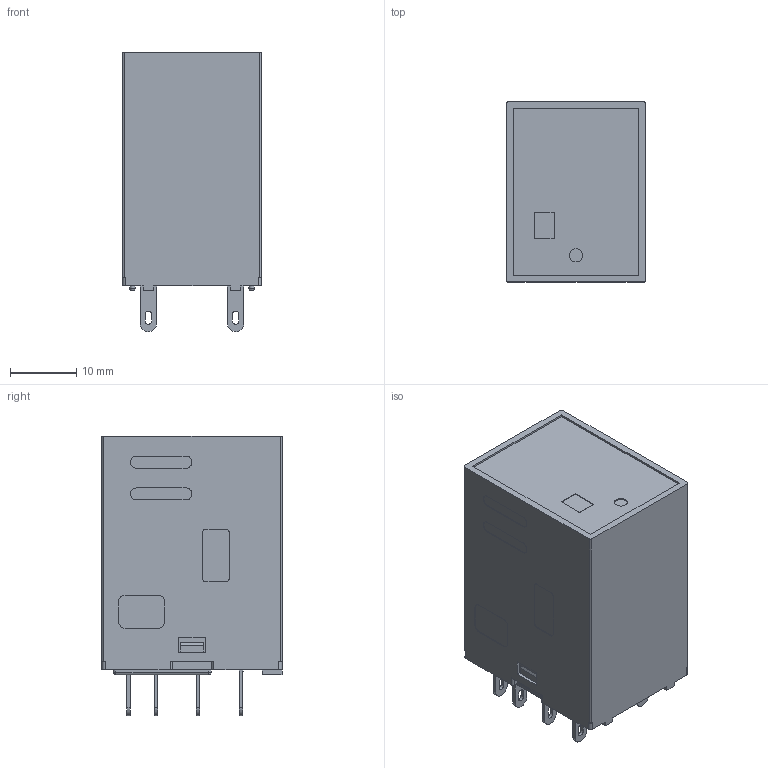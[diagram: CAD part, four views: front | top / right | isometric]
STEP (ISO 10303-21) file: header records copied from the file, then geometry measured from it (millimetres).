
FILE_DESCRIPTION (( 'STEP AP203' ), '1' );
FILE_NAME ('OGR-2-2C-AC220V. Ðåëå îáùåãî íàçíà÷åíèÿ OGR-2 2C 220Â AC ONI.STEP', '2025-07-28T11:11:32', ( '' ), ( '' ), 'SwSTEP 2.0', 'SolidWorks 2022', '' );
FILE_SCHEMA (( 'CONFIG_CONTROL_DESIGN' ));
Length unit declared in the file: millimetre
Products named in the file (1): OGR-2-2C-AC220V. Реле общего назначения OGR-2 2C 220В AC ONI
Bounding box: 21 x 27.2 x 42.2 mm (x, y, z)
Volume: 20046.4 mm3; surface area: 5045.5 mm2
Topology: 1 solids, 3 shells, 338 faces, 918 edges, 608 vertices
Faces by surface type: plane 254, cylinder 80, bspline 4
Entity records: 10727 total; most frequent: CARTESIAN_POINT 1925, ORIENTED_EDGE 1836, DIRECTION 1752, EDGE_CURVE 918, VECTOR 754, LINE 754, VERTEX_POINT 608, AXIS2_PLACEMENT_3D 499
